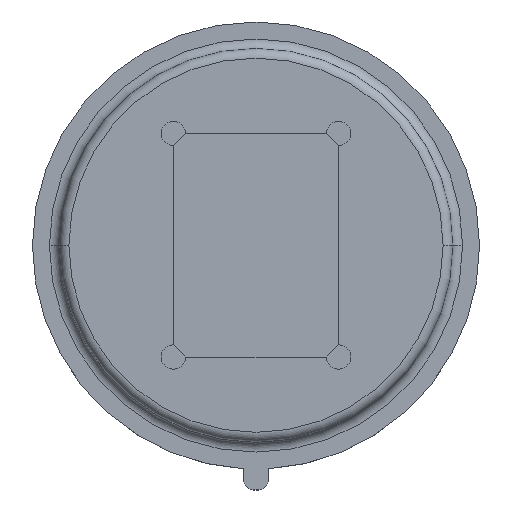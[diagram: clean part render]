
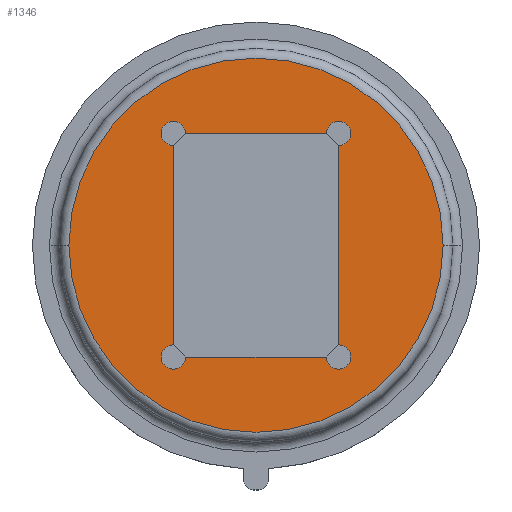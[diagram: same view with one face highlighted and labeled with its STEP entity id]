
A CAD part, top view. The second image highlights one B-rep face of the part: STEP entity #1346.
In plain terms, the highlighted planar face has unit normal (0, 0, 1).
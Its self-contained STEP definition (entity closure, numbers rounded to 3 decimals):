
#1 = VERTEX_POINT ( 'NONE', #1195 ) ;
#108 = PLANE ( 'NONE',  #1158 ) ;
#113 = EDGE_CURVE ( 'NONE', #1894, #1582, #278, .T. ) ;
#116 = VERTEX_POINT ( 'NONE', #1160 ) ;
#120 = CARTESIAN_POINT ( 'NONE',  ( 1.7, 2.3, 4.2 ) ) ;
#129 = DIRECTION ( 'NONE',  ( 0., 1., 0. ) ) ;
#147 = LINE ( 'NONE', #475, #1029 ) ;
#150 = AXIS2_PLACEMENT_3D ( 'NONE', #1707, #1734, #788 ) ;
#200 = EDGE_LOOP ( 'NONE', ( #1605, #1113, #1486, #1751, #437, #1090, #740, #1977, #623, #872 ) ) ;
#222 = EDGE_CURVE ( 'NONE', #1, #1878, #1690, .T. ) ;
#278 = CIRCLE ( 'NONE', #1651, 0.25 ) ;
#297 = DIRECTION ( 'NONE',  ( 0., 0., -1. ) ) ;
#340 = EDGE_CURVE ( 'NONE', #1530, #487, #1458, .T. ) ;
#348 = LINE ( 'NONE', #1272, #1040 ) ;
#357 = AXIS2_PLACEMENT_3D ( 'NONE', #1507, #1054, #1216 ) ;
#378 = CARTESIAN_POINT ( 'NONE',  ( 0., 0., 4.2 ) ) ;
#416 = DIRECTION ( 'NONE',  ( 1., 0., 0. ) ) ;
#430 = EDGE_CURVE ( 'NONE', #1217, #1760, #1012, .T. ) ;
#437 = ORIENTED_EDGE ( 'NONE', *, *, #113, .T. ) ;
#444 = VERTEX_POINT ( 'NONE', #895 ) ;
#449 = DIRECTION ( 'NONE',  ( 1., 0., 0. ) ) ;
#452 = DIRECTION ( 'NONE',  ( 1., 0., 0. ) ) ;
#475 = CARTESIAN_POINT ( 'NONE',  ( 1.7, -2.3, 4.2 ) ) ;
#487 = VERTEX_POINT ( 'NONE', #1981 ) ;
#513 = DIRECTION ( 'NONE',  ( 0., -1., 0. ) ) ;
#536 = AXIS2_PLACEMENT_3D ( 'NONE', #737, #297, #452 ) ;
#545 = FACE_OUTER_BOUND ( 'NONE', #1298, .T. ) ;
#607 = AXIS2_PLACEMENT_3D ( 'NONE', #378, #1172, #1320 ) ;
#623 = ORIENTED_EDGE ( 'NONE', *, *, #758, .T. ) ;
#705 = CARTESIAN_POINT ( 'NONE',  ( 1.7, 2.3, 4.2 ) ) ;
#737 = CARTESIAN_POINT ( 'NONE',  ( 1.7, -2.3, 4.2 ) ) ;
#740 = ORIENTED_EDGE ( 'NONE', *, *, #430, .T. ) ;
#758 = EDGE_CURVE ( 'NONE', #1048, #1, #844, .T. ) ;
#763 = CIRCLE ( 'NONE', #879, 0.25 ) ;
#770 = EDGE_CURVE ( 'NONE', #1048, #1760, #147, .T. ) ;
#772 = DIRECTION ( 'NONE',  ( 1., 0., 0. ) ) ;
#788 = DIRECTION ( 'NONE',  ( 1., 0., 0. ) ) ;
#797 = CARTESIAN_POINT ( 'NONE',  ( 1.7, -2.05, 4.2 ) ) ;
#835 = ORIENTED_EDGE ( 'NONE', *, *, #340, .T. ) ;
#844 = CIRCLE ( 'NONE', #357, 0.25 ) ;
#856 = VECTOR ( 'NONE', #1025, 1000. ) ;
#872 = ORIENTED_EDGE ( 'NONE', *, *, #222, .T. ) ;
#876 = CARTESIAN_POINT ( 'NONE',  ( -1.45, 2.3, 4.2 ) ) ;
#879 = AXIS2_PLACEMENT_3D ( 'NONE', #934, #1355, #1840 ) ;
#893 = ORIENTED_EDGE ( 'NONE', *, *, #1475, .T. ) ;
#895 = CARTESIAN_POINT ( 'NONE',  ( -1.7, 2.05, 4.2 ) ) ;
#934 = CARTESIAN_POINT ( 'NONE',  ( -1.7, 2.3, 4.2 ) ) ;
#942 = VERTEX_POINT ( 'NONE', #876 ) ;
#943 = CARTESIAN_POINT ( 'NONE',  ( -3.85, 0., 4.2 ) ) ;
#1004 = LINE ( 'NONE', #1619, #1812 ) ;
#1012 = CIRCLE ( 'NONE', #536, 0.25 ) ;
#1025 = DIRECTION ( 'NONE',  ( -1., 0., 0. ) ) ;
#1029 = VECTOR ( 'NONE', #772, 1000. ) ;
#1038 = DIRECTION ( 'NONE',  ( 0., 0., 1. ) ) ;
#1040 = VECTOR ( 'NONE', #513, 1000. ) ;
#1048 = VERTEX_POINT ( 'NONE', #1309 ) ;
#1054 = DIRECTION ( 'NONE',  ( 0., 0., -1. ) ) ;
#1066 = AXIS2_PLACEMENT_3D ( 'NONE', #1960, #1146, #1184 ) ;
#1090 = ORIENTED_EDGE ( 'NONE', *, *, #1727, .F. ) ;
#1113 = ORIENTED_EDGE ( 'NONE', *, *, #1449, .T. ) ;
#1118 = EDGE_CURVE ( 'NONE', #116, #942, #1194, .T. ) ;
#1145 = CARTESIAN_POINT ( 'NONE',  ( -1.7, -2.05, 4.2 ) ) ;
#1146 = DIRECTION ( 'NONE',  ( 0., 0., -1. ) ) ;
#1158 = AXIS2_PLACEMENT_3D ( 'NONE', #1344, #1038, #416 ) ;
#1160 = CARTESIAN_POINT ( 'NONE',  ( -1.95, 2.3, 4.2 ) ) ;
#1172 = DIRECTION ( 'NONE',  ( 0., 0., 1. ) ) ;
#1184 = DIRECTION ( 'NONE',  ( 1., 0., 0. ) ) ;
#1194 = CIRCLE ( 'NONE', #1066, 0.25 ) ;
#1195 = CARTESIAN_POINT ( 'NONE',  ( -1.95, -2.3, 4.2 ) ) ;
#1198 = AXIS2_PLACEMENT_3D ( 'NONE', #1705, #1968, #449 ) ;
#1216 = DIRECTION ( 'NONE',  ( 1., 0., 0. ) ) ;
#1217 = VERTEX_POINT ( 'NONE', #797 ) ;
#1272 = CARTESIAN_POINT ( 'NONE',  ( -1.7, -2.3, 4.2 ) ) ;
#1298 = EDGE_LOOP ( 'NONE', ( #893, #835 ) ) ;
#1309 = CARTESIAN_POINT ( 'NONE',  ( -1.45, -2.3, 4.2 ) ) ;
#1311 = DIRECTION ( 'NONE',  ( 1., 0., 0. ) ) ;
#1320 = DIRECTION ( 'NONE',  ( 1., 0., 0. ) ) ;
#1344 = CARTESIAN_POINT ( 'NONE',  ( 0., 0., 4.2 ) ) ;
#1346 = ADVANCED_FACE ( 'NONE', ( #545, #1804 ), #108, .T. ) ;
#1355 = DIRECTION ( 'NONE',  ( 0., 0., -1. ) ) ;
#1449 = EDGE_CURVE ( 'NONE', #444, #116, #763, .T. ) ;
#1458 = CIRCLE ( 'NONE', #607, 3.85 ) ;
#1475 = EDGE_CURVE ( 'NONE', #487, #1530, #1877, .T. ) ;
#1486 = ORIENTED_EDGE ( 'NONE', *, *, #1118, .T. ) ;
#1487 = CARTESIAN_POINT ( 'NONE',  ( 1.45, 2.3, 4.2 ) ) ;
#1507 = CARTESIAN_POINT ( 'NONE',  ( -1.7, -2.3, 4.2 ) ) ;
#1530 = VERTEX_POINT ( 'NONE', #943 ) ;
#1574 = CARTESIAN_POINT ( 'NONE',  ( 1.7, 2.05, 4.2 ) ) ;
#1582 = VERTEX_POINT ( 'NONE', #1574 ) ;
#1605 = ORIENTED_EDGE ( 'NONE', *, *, #1876, .F. ) ;
#1619 = CARTESIAN_POINT ( 'NONE',  ( 1.7, -2.3, 4.2 ) ) ;
#1651 = AXIS2_PLACEMENT_3D ( 'NONE', #705, #1754, #1311 ) ;
#1690 = CIRCLE ( 'NONE', #150, 0.25 ) ;
#1705 = CARTESIAN_POINT ( 'NONE',  ( 0., 0., 4.2 ) ) ;
#1707 = CARTESIAN_POINT ( 'NONE',  ( -1.7, -2.3, 4.2 ) ) ;
#1727 = EDGE_CURVE ( 'NONE', #1217, #1582, #1004, .T. ) ;
#1734 = DIRECTION ( 'NONE',  ( 0., 0., -1. ) ) ;
#1751 = ORIENTED_EDGE ( 'NONE', *, *, #1928, .F. ) ;
#1754 = DIRECTION ( 'NONE',  ( 0., 0., -1. ) ) ;
#1760 = VERTEX_POINT ( 'NONE', #1815 ) ;
#1803 = LINE ( 'NONE', #120, #856 ) ;
#1804 = FACE_BOUND ( 'NONE', #200, .T. ) ;
#1812 = VECTOR ( 'NONE', #129, 1000. ) ;
#1815 = CARTESIAN_POINT ( 'NONE',  ( 1.45, -2.3, 4.2 ) ) ;
#1840 = DIRECTION ( 'NONE',  ( 1., 0., 0. ) ) ;
#1876 = EDGE_CURVE ( 'NONE', #444, #1878, #348, .T. ) ;
#1877 = CIRCLE ( 'NONE', #1198, 3.85 ) ;
#1878 = VERTEX_POINT ( 'NONE', #1145 ) ;
#1894 = VERTEX_POINT ( 'NONE', #1487 ) ;
#1928 = EDGE_CURVE ( 'NONE', #1894, #942, #1803, .T. ) ;
#1960 = CARTESIAN_POINT ( 'NONE',  ( -1.7, 2.3, 4.2 ) ) ;
#1968 = DIRECTION ( 'NONE',  ( 0., 0., 1. ) ) ;
#1977 = ORIENTED_EDGE ( 'NONE', *, *, #770, .F. ) ;
#1981 = CARTESIAN_POINT ( 'NONE',  ( 3.85, 0., 4.2 ) ) ;
